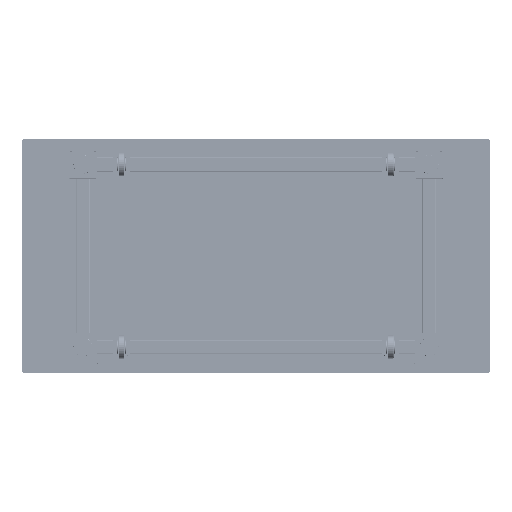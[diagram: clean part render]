
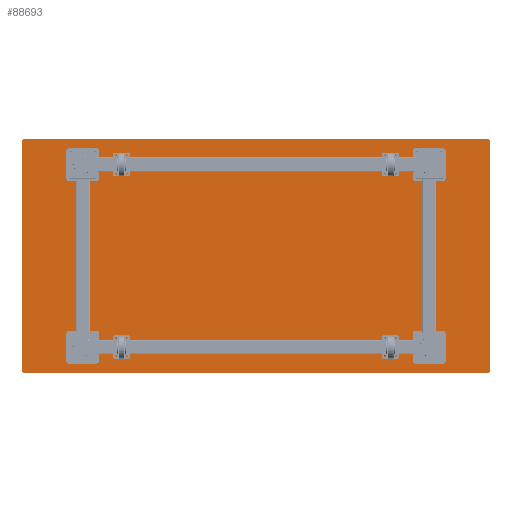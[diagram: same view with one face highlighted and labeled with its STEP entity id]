
A CAD part, top view. The second image highlights one B-rep face of the part: STEP entity #88693.
In plain terms, the highlighted planar face has unit normal (0, 0, 1).
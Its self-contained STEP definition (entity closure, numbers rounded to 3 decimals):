
#874 = CARTESIAN_POINT ( 'NONE',  ( -866.358, -391.076, -361.5 ) ) ;
#7086 = DIRECTION ( 'NONE',  ( 0., 0., 1. ) ) ;
#10307 = CIRCLE ( 'NONE', #253657, 11. ) ;
#14531 = PLANE ( 'NONE',  #46134 ) ;
#42192 = VERTEX_POINT ( 'NONE', #53401 ) ;
#46134 = AXIS2_PLACEMENT_3D ( 'NONE', #56632, #124243, #342234 ) ;
#49704 = ORIENTED_EDGE ( 'NONE', *, *, #112546, .T. ) ;
#53401 = CARTESIAN_POINT ( 'NONE',  ( 1122.642, 586.924, -361.5 ) ) ;
#54229 = EDGE_CURVE ( 'NONE', #248726, #336384, #372958, .T. ) ;
#56632 = CARTESIAN_POINT ( 'NONE',  ( 1511.642, 286.924, -361.5 ) ) ;
#57096 = LINE ( 'NONE', #380647, #231907 ) ;
#59523 = LINE ( 'NONE', #158986, #325718 ) ;
#76935 = CARTESIAN_POINT ( 'NONE',  ( 1111.642, -391.076, -361.5 ) ) ;
#82240 = DIRECTION ( 'NONE',  ( 0., 1., 0. ) ) ;
#88693 = ADVANCED_FACE ( 'NONE', ( #145769 ), #14531, .T. ) ;
#90939 = DIRECTION ( 'NONE',  ( 0., 1., 0. ) ) ;
#91596 = VERTEX_POINT ( 'NONE', #121474 ) ;
#104039 = VERTEX_POINT ( 'NONE', #407076 ) ;
#107143 = ORIENTED_EDGE ( 'NONE', *, *, #113099, .T. ) ;
#112546 = EDGE_CURVE ( 'NONE', #104039, #295476, #266566, .T. ) ;
#113099 = EDGE_CURVE ( 'NONE', #42192, #104039, #407767, .T. ) ;
#120241 = VECTOR ( 'NONE', #148897, 1000. ) ;
#121288 = EDGE_LOOP ( 'NONE', ( #357207, #376129, #303300, #368187, #165539, #107143, #49704, #138951 ) ) ;
#121474 = CARTESIAN_POINT ( 'NONE',  ( 1122.642, -391.076, -361.5 ) ) ;
#122295 = DIRECTION ( 'NONE',  ( 0., 0., 1. ) ) ;
#124243 = DIRECTION ( 'NONE',  ( 0., 0., 1. ) ) ;
#137354 = CARTESIAN_POINT ( 'NONE',  ( -866.358, 597.924, -361.5 ) ) ;
#138951 = ORIENTED_EDGE ( 'NONE', *, *, #415905, .T. ) ;
#139641 = CARTESIAN_POINT ( 'NONE',  ( -866.358, -402.076, -361.5 ) ) ;
#141777 = VECTOR ( 'NONE', #241284, 1000. ) ;
#145769 = FACE_OUTER_BOUND ( 'NONE', #121288, .T. ) ;
#148897 = DIRECTION ( 'NONE',  ( 0., -1., 0. ) ) ;
#155138 = EDGE_CURVE ( 'NONE', #336384, #301036, #10307, .T. ) ;
#158986 = CARTESIAN_POINT ( 'NONE',  ( 1511.642, -402.076, -361.5 ) ) ;
#165539 = ORIENTED_EDGE ( 'NONE', *, *, #410563, .T. ) ;
#174392 = CARTESIAN_POINT ( 'NONE',  ( -877.358, 286.924, -361.5 ) ) ;
#185633 = CARTESIAN_POINT ( 'NONE',  ( 1111.642, 586.924, -361.5 ) ) ;
#203089 = AXIS2_PLACEMENT_3D ( 'NONE', #76935, #337007, #235598 ) ;
#204230 = CARTESIAN_POINT ( 'NONE',  ( 1111.642, -402.076, -361.5 ) ) ;
#205264 = EDGE_CURVE ( 'NONE', #218680, #91596, #358453, .T. ) ;
#218038 = AXIS2_PLACEMENT_3D ( 'NONE', #247153, #122295, #82240 ) ;
#218680 = VERTEX_POINT ( 'NONE', #204230 ) ;
#225428 = AXIS2_PLACEMENT_3D ( 'NONE', #185633, #384233, #288918 ) ;
#231907 = VECTOR ( 'NONE', #90939, 1000. ) ;
#235598 = DIRECTION ( 'NONE',  ( 0., 1., 0. ) ) ;
#241284 = DIRECTION ( 'NONE',  ( -1., 0., 0. ) ) ;
#247153 = CARTESIAN_POINT ( 'NONE',  ( -866.358, 586.924, -361.5 ) ) ;
#248726 = VERTEX_POINT ( 'NONE', #328986 ) ;
#251797 = CIRCLE ( 'NONE', #218038, 11. ) ;
#253657 = AXIS2_PLACEMENT_3D ( 'NONE', #874, #7086, #288483 ) ;
#258769 = CARTESIAN_POINT ( 'NONE',  ( -877.358, -391.076, -361.5 ) ) ;
#266566 = LINE ( 'NONE', #397858, #141777 ) ;
#285681 = DIRECTION ( 'NONE',  ( 1., 0., 0. ) ) ;
#288483 = DIRECTION ( 'NONE',  ( 0., 1., 0. ) ) ;
#288918 = DIRECTION ( 'NONE',  ( 0., 1., 0. ) ) ;
#295476 = VERTEX_POINT ( 'NONE', #137354 ) ;
#301036 = VERTEX_POINT ( 'NONE', #139641 ) ;
#303300 = ORIENTED_EDGE ( 'NONE', *, *, #414912, .T. ) ;
#325718 = VECTOR ( 'NONE', #285681, 1000. ) ;
#328986 = CARTESIAN_POINT ( 'NONE',  ( -877.358, 586.924, -361.5 ) ) ;
#336384 = VERTEX_POINT ( 'NONE', #258769 ) ;
#337007 = DIRECTION ( 'NONE',  ( 0., 0., 1. ) ) ;
#342234 = DIRECTION ( 'NONE',  ( 0., -1., 0. ) ) ;
#357207 = ORIENTED_EDGE ( 'NONE', *, *, #54229, .T. ) ;
#358453 = CIRCLE ( 'NONE', #203089, 11. ) ;
#368187 = ORIENTED_EDGE ( 'NONE', *, *, #205264, .T. ) ;
#372958 = LINE ( 'NONE', #174392, #120241 ) ;
#376129 = ORIENTED_EDGE ( 'NONE', *, *, #155138, .T. ) ;
#380647 = CARTESIAN_POINT ( 'NONE',  ( 1122.642, 286.924, -361.5 ) ) ;
#384233 = DIRECTION ( 'NONE',  ( 0., 0., 1. ) ) ;
#397858 = CARTESIAN_POINT ( 'NONE',  ( 1511.642, 597.924, -361.5 ) ) ;
#407076 = CARTESIAN_POINT ( 'NONE',  ( 1111.642, 597.924, -361.5 ) ) ;
#407767 = CIRCLE ( 'NONE', #225428, 11. ) ;
#410563 = EDGE_CURVE ( 'NONE', #91596, #42192, #57096, .T. ) ;
#414912 = EDGE_CURVE ( 'NONE', #301036, #218680, #59523, .T. ) ;
#415905 = EDGE_CURVE ( 'NONE', #295476, #248726, #251797, .T. ) ;
